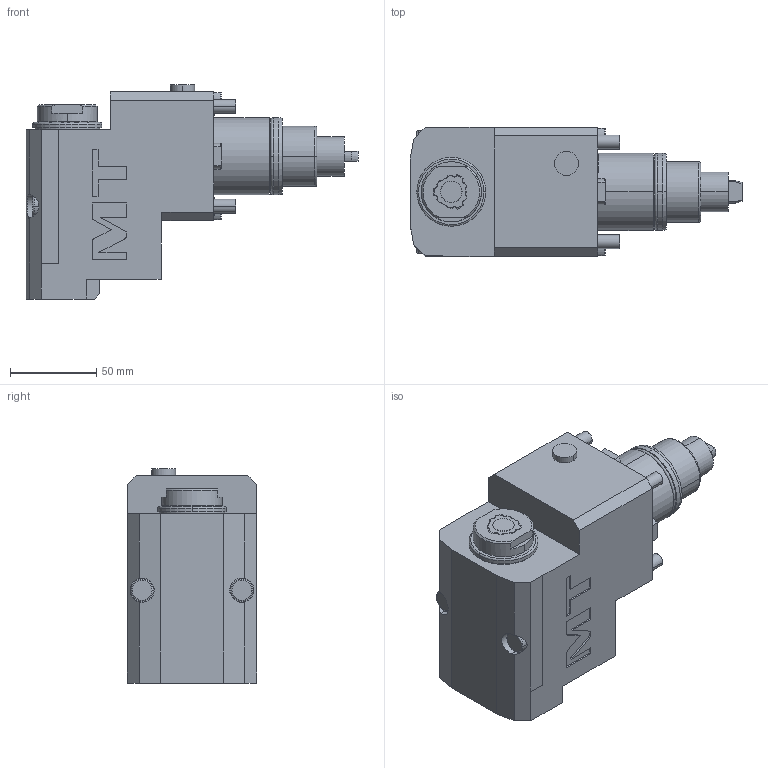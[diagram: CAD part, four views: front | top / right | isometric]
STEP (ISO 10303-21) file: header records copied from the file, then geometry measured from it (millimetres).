
FILE_DESCRIPTION((''),'2;1');
FILE_NAME('DWO1650416_CONF','2023-04-27T15:12:57',('gvalli'),('M.T. srl'),'CREO PARAMETRIC BY PTC INC, 2021072','CREO PARAMETRIC BY PTC INC, 2021072','');
FILE_SCHEMA(('CONFIG_CONTROL_DESIGN'));
Length unit declared in the file: millimetre
Products named in the file (1): DWO1650416_CONF
Bounding box: 193 x 75 x 124.5 mm (x, y, z)
Volume: 863541.4 mm3; surface area: 68771.1 mm2
Topology: 1 solids, 1 shells, 254 faces, 637 edges, 414 vertices
Faces by surface type: plane 124, cylinder 60, cone 37, torus 17, bspline 12, extrusion 4
Entity records: 8335 total; most frequent: CARTESIAN_POINT 2261, ORIENTED_EDGE 1274, DIRECTION 1209, EDGE_CURVE 637, AXIS2_PLACEMENT_3D 430, VERTEX_POINT 414, VECTOR 349, LINE 345
